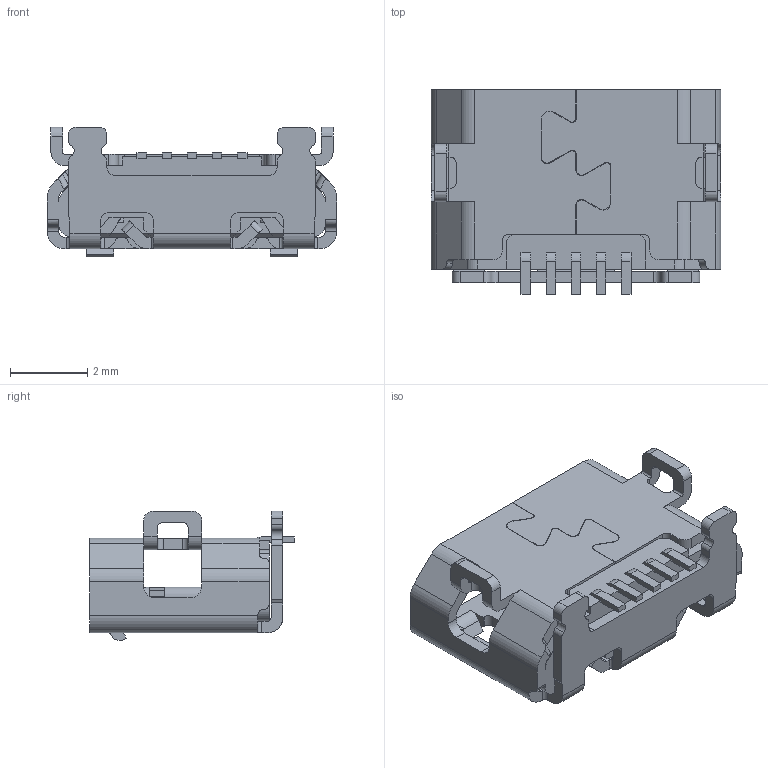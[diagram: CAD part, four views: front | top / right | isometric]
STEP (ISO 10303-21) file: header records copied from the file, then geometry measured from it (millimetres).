
FILE_DESCRIPTION(('CoCreate Modeling STEP Export'),'2;1');
FILE_NAME('010101010-172 全插式脚位5.4无翻边(新).stp','2015-04-01T15:47:43',(''),(''),'CoCreate Modeling STEP processor for AP214 (Solid Model)','CoCreate Modeling 16.00 13-May-2008 (C) Parametric Technology GmbH','');
FILE_SCHEMA(('AUTOMOTIVE_DESIGN { 1 0 10303 214 1 1 1 1 }'));
Length unit declared in the file: millimetre
Products named in the file (107): ABTYPEDIP_ASM; USB-1075-05S.stp; 2DIP2MSTMOLDING; 2DIP2MST640_ASM; USB-1009-05S.stp; 010101010-03X_前插后贴.stp.1; 000.stp; 1111.stp; a1; 全插式带铁片结构.stp.1.1; 66.stp.1.1; 66.stp.1; 2DIP2SMTPITCH715CONTACT.2.3.5.1.1.1; 66.stp; 123.stp; 321.stp; p1; 2DIP2MSTMOLDING.1; 000.stp.2.1; 010101010-03X_前插后贴.stp.1.1; 000.stp.2; 000.stp.1; 010101010-03X_前插后贴.stp.1.1.1; 5.4新开发-不带铁片结构1
Assembly tree (106 placements, depth 14):
  5.4新开发-不带铁片结构1
    010101010-03X_前插后贴.stp.1.1.1
      000.stp
        000.stp.1
          010101010-03X_前插后贴.stp.1
            USB-1009-05S.stp
              2DIP2MST640_ASM
                2DIP2MSTMOLDING
        010101010-03X_前插后贴.stp.1
          USB-1009-05S.stp
            2DIP2MST640_ASM
              2DIP2MSTMOLDING
      000.stp.2
        010101010-03X_前插后贴.stp.1.1
          000.stp.2.1
            010101010-03X_前插后贴.stp.1
              USB-1009-05S.stp
                2DIP2MST640_ASM
                  2DIP2MSTMOLDING
          USB-1009-05S.stp
            2DIP2MST640_ASM
              2DIP2MSTMOLDING.1
              2DIP2MSTMOLDING
        010101010-03X_前插后贴.stp.1
          USB-1009-05S.stp
            2DIP2MST640_ASM
              2DIP2MSTMOLDING
      USB-1009-05S.stp
        2DIP2MST640_ASM
          2DIP2MSTMOLDING.1
          2DIP2MSTMOLDING
    p1
    321.stp
      123.stp
        66.stp
          a1
            66.stp.1
              66.stp.1.1
                全插式带铁片结构.stp.1.1
                  a1
                  1111.stp
                  USB-1075-05S.stp
              全插式带铁片结构.stp.1.1
                a1
                  ABTYPEDIP_ASM
                1111.stp
                  000.stp
                USB-1075-05S.stp
                  ABTYPEDIP_ASM
            全插式带铁片结构.stp.1.1
              a1
                ABTYPEDIP_ASM
              1111.stp
                000.stp
                  010101010-03X_前插后贴.stp.1
              USB-1075-05S.stp
                ABTYPEDIP_ASM
          66.stp.1
            66.stp.1.1
              全插式带铁片结构.stp.1.1
Bounding box: 7.5 x 5.3 x 3.36 mm (x, y, z)
Surface area: 268.1 mm2 (no closed solid volume)
Topology: 0 solids, 1 shells, 721 faces, 2188 edges, 1397 vertices
Faces by surface type: plane 464, cylinder 233, cone 14, bspline 6, torus 4
Entity records: 26559 total; most frequent: CARTESIAN_POINT 4865, ORIENTED_EDGE 4398, DIRECTION 4012, EDGE_CURVE 2186, VECTOR 1502, LINE 1502, VERTEX_POINT 1397, AXIS2_PLACEMENT_3D 1255
